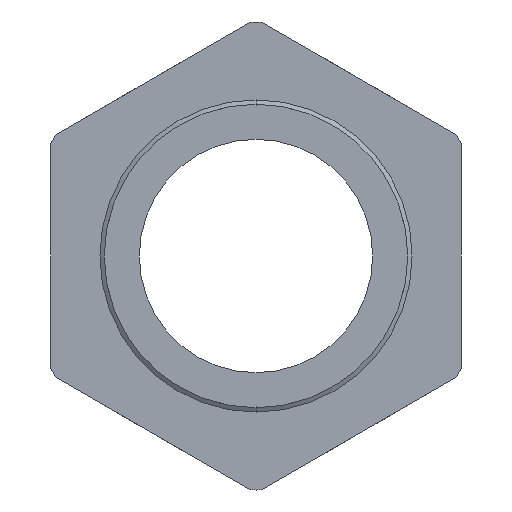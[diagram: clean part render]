
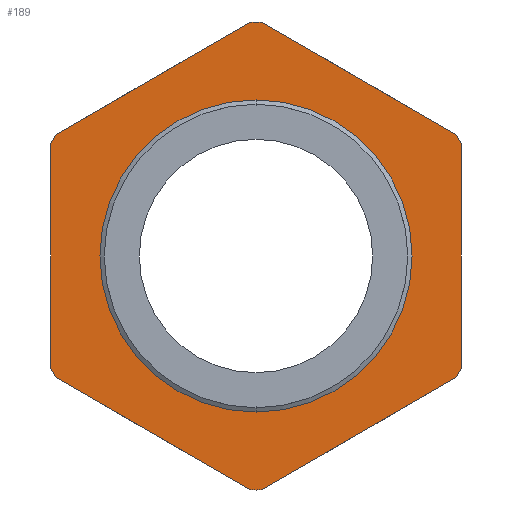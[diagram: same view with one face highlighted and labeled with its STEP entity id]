
A CAD part, front view. The second image highlights one B-rep face of the part: STEP entity #189.
In plain terms, the highlighted planar face has unit normal (0, -1, 0).
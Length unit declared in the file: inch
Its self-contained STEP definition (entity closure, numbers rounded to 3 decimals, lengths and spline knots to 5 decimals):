
#182 = EDGE_CURVE ( 'NONE', #2384, #2393, #603, .T. ) ;
#183 = ORIENTED_EDGE ( 'NONE', *, *, #2387, .F. ) ;
#184 = ORIENTED_EDGE ( 'NONE', *, *, #182, .F. ) ;
#185 = EDGE_LOOP ( 'NONE', ( #184, #183 ) ) ;
#186 = EDGE_LOOP ( 'NONE', ( #203, #200, #199, #202, #207, #198, #208, #206, #188, #193, #574, #653, #377 ) ) ;
#188 = ORIENTED_EDGE ( 'NONE', *, *, #2468, .T. ) ;
#189 = ADVANCED_FACE ( 'NONE', ( #596, #594 ), #587, .T. ) ;
#193 = ORIENTED_EDGE ( 'NONE', *, *, #2587, .T. ) ;
#194 = EDGE_CURVE ( 'NONE', #2433, #2426, #581, .T. ) ;
#198 = ORIENTED_EDGE ( 'NONE', *, *, #2571, .T. ) ;
#199 = ORIENTED_EDGE ( 'NONE', *, *, #2446, .T. ) ;
#200 = ORIENTED_EDGE ( 'NONE', *, *, #194, .T. ) ;
#202 = ORIENTED_EDGE ( 'NONE', *, *, #2544, .T. ) ;
#203 = ORIENTED_EDGE ( 'NONE', *, *, #2460, .T. ) ;
#206 = ORIENTED_EDGE ( 'NONE', *, *, #2606, .T. ) ;
#207 = ORIENTED_EDGE ( 'NONE', *, *, #2503, .T. ) ;
#208 = ORIENTED_EDGE ( 'NONE', *, *, #2491, .T. ) ;
#377 = ORIENTED_EDGE ( 'NONE', *, *, #1603, .T. ) ;
#574 = ORIENTED_EDGE ( 'NONE', *, *, #1632, .T. ) ;
#581 = LINE ( 'NONE', #633, #632 ) ;
#583 = DIRECTION ( 'NONE',  ( 0., 0., -1. ) ) ;
#584 = DIRECTION ( 'NONE',  ( 0., -1., 0. ) ) ;
#585 = CARTESIAN_POINT ( 'NONE',  ( 0.555, 0.31, 0. ) ) ;
#586 = AXIS2_PLACEMENT_3D ( 'NONE', #585, #584, #583 ) ;
#587 = PLANE ( 'NONE',  #586 ) ;
#594 = FACE_OUTER_BOUND ( 'NONE', #186, .T. ) ;
#596 = FACE_BOUND ( 'NONE', #185, .T. ) ;
#597 = DIRECTION ( 'NONE',  ( 0., 0., -1. ) ) ;
#598 = DIRECTION ( 'NONE',  ( 0., -1., 0. ) ) ;
#599 = CARTESIAN_POINT ( 'NONE',  ( 0., 0.31, 0. ) ) ;
#600 = AXIS2_PLACEMENT_3D ( 'NONE', #599, #598, #597 ) ;
#603 = CIRCLE ( 'NONE', #600, 0.555 ) ;
#631 = DIRECTION ( 'NONE',  ( 0., 0., 1. ) ) ;
#632 = VECTOR ( 'NONE', #631, 39.37008 ) ;
#633 = CARTESIAN_POINT ( 'NONE',  ( 0.73, 0.31, 0. ) ) ;
#653 = ORIENTED_EDGE ( 'NONE', *, *, #2454, .T. ) ;
#888 = DIRECTION ( 'NONE',  ( 0.866, 0., 0.5 ) ) ;
#889 = VECTOR ( 'NONE', #888, 39.37008 ) ;
#890 = CARTESIAN_POINT ( 'NONE',  ( 0.78125, 0.31, -0.39188 ) ) ;
#891 = LINE ( 'NONE', #890, #889 ) ;
#900 = DIRECTION ( 'NONE',  ( 0., 0., -1. ) ) ;
#901 = DIRECTION ( 'NONE',  ( 0., -1., 0. ) ) ;
#902 = CARTESIAN_POINT ( 'NONE',  ( 0., 0.31, 0. ) ) ;
#903 = AXIS2_PLACEMENT_3D ( 'NONE', #902, #901, #900 ) ;
#904 = CIRCLE ( 'NONE', #903, 0.8322 ) ;
#905 = CARTESIAN_POINT ( 'NONE',  ( -0.01896, 0.31, -0.83198 ) ) ;
#917 = CARTESIAN_POINT ( 'NONE',  ( 0., 0.31, -0.8322 ) ) ;
#1320 = CARTESIAN_POINT ( 'NONE',  ( 0., 0.31, -0.555 ) ) ;
#1333 = DIRECTION ( 'NONE',  ( 0., 0., -1. ) ) ;
#1334 = DIRECTION ( 'NONE',  ( 0., -1., 0. ) ) ;
#1335 = CARTESIAN_POINT ( 'NONE',  ( 0., 0.31, 0. ) ) ;
#1336 = AXIS2_PLACEMENT_3D ( 'NONE', #1335, #1334, #1333 ) ;
#1337 = CIRCLE ( 'NONE', #1336, 0.555 ) ;
#1344 = CARTESIAN_POINT ( 'NONE',  ( 0., 0.31, 0.555 ) ) ;
#1388 = CARTESIAN_POINT ( 'NONE',  ( 0.73, 0.31, 0.39957 ) ) ;
#1404 = CARTESIAN_POINT ( 'NONE',  ( 0.71104, 0.31, 0.43241 ) ) ;
#1417 = CIRCLE ( 'NONE', #1479, 0.8322 ) ;
#1418 = CARTESIAN_POINT ( 'NONE',  ( 0.71104, 0.31, -0.43241 ) ) ;
#1434 = CARTESIAN_POINT ( 'NONE',  ( 0.73, 0.31, -0.39957 ) ) ;
#1453 = DIRECTION ( 'NONE',  ( 0., 0., -1. ) ) ;
#1454 = DIRECTION ( 'NONE',  ( 0., -1., 0. ) ) ;
#1455 = CARTESIAN_POINT ( 'NONE',  ( 0., 0.31, 0. ) ) ;
#1456 = AXIS2_PLACEMENT_3D ( 'NONE', #1455, #1454, #1453 ) ;
#1457 = CIRCLE ( 'NONE', #1456, 0.8322 ) ;
#1467 = CARTESIAN_POINT ( 'NONE',  ( 0.01896, 0.31, -0.83198 ) ) ;
#1476 = DIRECTION ( 'NONE',  ( 0., 0., -1. ) ) ;
#1477 = DIRECTION ( 'NONE',  ( 0., -1., 0. ) ) ;
#1478 = CARTESIAN_POINT ( 'NONE',  ( 0., 0.31, 0. ) ) ;
#1479 = AXIS2_PLACEMENT_3D ( 'NONE', #1478, #1477, #1476 ) ;
#1484 = CARTESIAN_POINT ( 'NONE',  ( -0.71104, 0.31, -0.43241 ) ) ;
#1485 = DIRECTION ( 'NONE',  ( 0., 0., -1. ) ) ;
#1486 = DIRECTION ( 'NONE',  ( 0., -1., 0. ) ) ;
#1487 = CARTESIAN_POINT ( 'NONE',  ( 0., 0.31, 0. ) ) ;
#1488 = AXIS2_PLACEMENT_3D ( 'NONE', #1487, #1486, #1485 ) ;
#1493 = CIRCLE ( 'NONE', #1488, 0.8322 ) ;
#1500 = DIRECTION ( 'NONE',  ( 0., 0., -1. ) ) ;
#1501 = DIRECTION ( 'NONE',  ( 0., -1., 0. ) ) ;
#1502 = CARTESIAN_POINT ( 'NONE',  ( 0., 0.31, 0. ) ) ;
#1503 = AXIS2_PLACEMENT_3D ( 'NONE', #1502, #1501, #1500 ) ;
#1504 = CIRCLE ( 'NONE', #1503, 0.8322 ) ;
#1512 = CARTESIAN_POINT ( 'NONE',  ( -0.71104, 0.31, 0.43241 ) ) ;
#1603 = EDGE_CURVE ( 'NONE', #2451, #2444, #891, .T. ) ;
#1626 = VERTEX_POINT ( 'NONE', #917 ) ;
#1630 = VERTEX_POINT ( 'NONE', #905 ) ;
#1632 = EDGE_CURVE ( 'NONE', #1630, #1626, #904, .T. ) ;
#1699 = DIRECTION ( 'NONE',  ( 0.866, 0., -0.5 ) ) ;
#1700 = VECTOR ( 'NONE', #1699, 39.37008 ) ;
#1749 = CARTESIAN_POINT ( 'NONE',  ( -0.73, 0.31, 0.39957 ) ) ;
#1750 = DIRECTION ( 'NONE',  ( 0., 0., -1. ) ) ;
#1751 = DIRECTION ( 'NONE',  ( 0., -1., 0. ) ) ;
#1752 = CARTESIAN_POINT ( 'NONE',  ( 0., 0.31, 0. ) ) ;
#1753 = AXIS2_PLACEMENT_3D ( 'NONE', #1752, #1751, #1750 ) ;
#1754 = CIRCLE ( 'NONE', #1753, 0.8322 ) ;
#1755 = CARTESIAN_POINT ( 'NONE',  ( -0.73, 0.31, -0.39957 ) ) ;
#1772 = CARTESIAN_POINT ( 'NONE',  ( -0.01896, 0.31, 0.83198 ) ) ;
#1783 = DIRECTION ( 'NONE',  ( 0., 0., -1. ) ) ;
#1784 = DIRECTION ( 'NONE',  ( 0., -1., 0. ) ) ;
#1785 = AXIS2_PLACEMENT_3D ( 'NONE', #1790, #1784, #1783 ) ;
#1786 = CIRCLE ( 'NONE', #1785, 0.8322 ) ;
#1790 = CARTESIAN_POINT ( 'NONE',  ( 0., 0.31, 0. ) ) ;
#1833 = DIRECTION ( 'NONE',  ( -0.866, 0., 0.5 ) ) ;
#1834 = VECTOR ( 'NONE', #1833, 39.37008 ) ;
#1841 = CARTESIAN_POINT ( 'NONE',  ( 0.78125, 0.31, 0.39188 ) ) ;
#1842 = LINE ( 'NONE', #1841, #1834 ) ;
#1844 = CARTESIAN_POINT ( 'NONE',  ( 0.01896, 0.31, 0.83198 ) ) ;
#1886 = DIRECTION ( 'NONE',  ( -0.866, 0., -0.5 ) ) ;
#1887 = VECTOR ( 'NONE', #1886, 39.37008 ) ;
#1894 = CARTESIAN_POINT ( 'NONE',  ( 0.05125, 0.31, 0.87252 ) ) ;
#1895 = LINE ( 'NONE', #1894, #1887 ) ;
#1990 = DIRECTION ( 'NONE',  ( 0., 0., -1. ) ) ;
#1991 = VECTOR ( 'NONE', #1990, 39.37008 ) ;
#1992 = CARTESIAN_POINT ( 'NONE',  ( -0.73, 0.31, 0. ) ) ;
#1993 = LINE ( 'NONE', #1992, #1991 ) ;
#2384 = VERTEX_POINT ( 'NONE', #1344 ) ;
#2387 = EDGE_CURVE ( 'NONE', #2393, #2384, #1337, .T. ) ;
#2393 = VERTEX_POINT ( 'NONE', #1320 ) ;
#2417 = VERTEX_POINT ( 'NONE', #1404 ) ;
#2426 = VERTEX_POINT ( 'NONE', #1388 ) ;
#2433 = VERTEX_POINT ( 'NONE', #1434 ) ;
#2444 = VERTEX_POINT ( 'NONE', #1418 ) ;
#2446 = EDGE_CURVE ( 'NONE', #2426, #2417, #1417, .T. ) ;
#2451 = VERTEX_POINT ( 'NONE', #1467 ) ;
#2454 = EDGE_CURVE ( 'NONE', #1626, #2451, #1457, .T. ) ;
#2458 = VERTEX_POINT ( 'NONE', #1512 ) ;
#2460 = EDGE_CURVE ( 'NONE', #2444, #2433, #1504, .T. ) ;
#2468 = EDGE_CURVE ( 'NONE', #2488, #2469, #1493, .T. ) ;
#2469 = VERTEX_POINT ( 'NONE', #1484 ) ;
#2488 = VERTEX_POINT ( 'NONE', #1755 ) ;
#2491 = EDGE_CURVE ( 'NONE', #2458, #2492, #1754, .T. ) ;
#2492 = VERTEX_POINT ( 'NONE', #1749 ) ;
#2503 = EDGE_CURVE ( 'NONE', #2537, #2511, #1786, .T. ) ;
#2511 = VERTEX_POINT ( 'NONE', #1772 ) ;
#2537 = VERTEX_POINT ( 'NONE', #1844 ) ;
#2544 = EDGE_CURVE ( 'NONE', #2417, #2537, #1842, .T. ) ;
#2571 = EDGE_CURVE ( 'NONE', #2511, #2458, #1895, .T. ) ;
#2587 = EDGE_CURVE ( 'NONE', #2469, #1630, #2602, .T. ) ;
#2601 = CARTESIAN_POINT ( 'NONE',  ( 0.05125, 0.31, -0.87252 ) ) ;
#2602 = LINE ( 'NONE', #2601, #1700 ) ;
#2606 = EDGE_CURVE ( 'NONE', #2492, #2488, #1993, .T. ) ;
